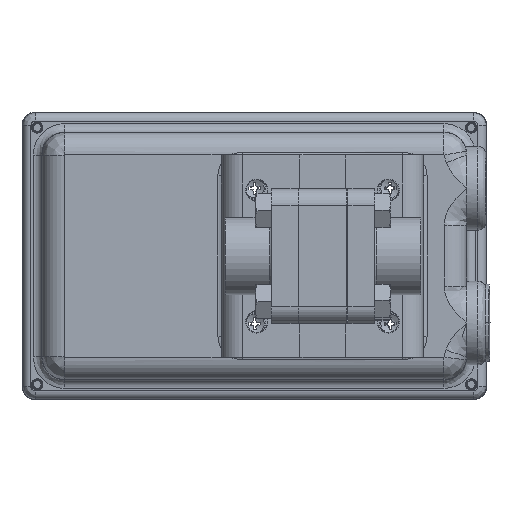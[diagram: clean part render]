
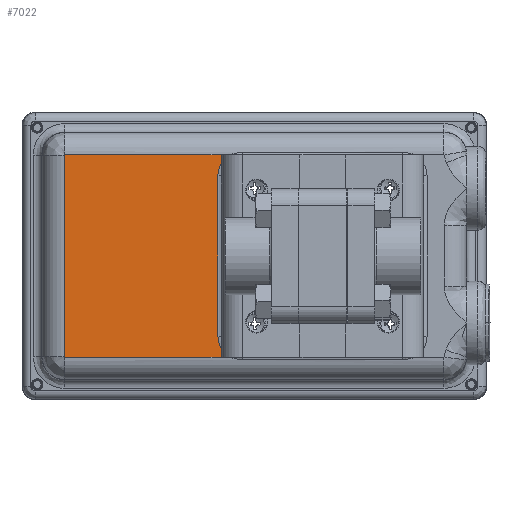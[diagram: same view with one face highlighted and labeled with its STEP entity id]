
A CAD part, front view. The second image highlights one B-rep face of the part: STEP entity #7022.
In plain terms, the highlighted planar face has unit normal (0, -1, 0).
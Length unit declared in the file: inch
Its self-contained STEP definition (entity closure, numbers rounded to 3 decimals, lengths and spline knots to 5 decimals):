
#847 = CARTESIAN_POINT ( 'NONE',  ( -1.5522, 4.455, -1.18559 ) ) ;
#1566 = CARTESIAN_POINT ( 'NONE',  ( -1.37251, 4.455, -1.49936 ) ) ;
#1612 = DIRECTION ( 'NONE',  ( 1., 0., 0. ) ) ;
#2732 = CARTESIAN_POINT ( 'NONE',  ( -1.5522, 4.455, 1.18841 ) ) ;
#2968 = VERTEX_POINT ( 'NONE', #3484 ) ;
#3484 = CARTESIAN_POINT ( 'NONE',  ( -1.5522, 4.455, -1.18559 ) ) ;
#3490 = CARTESIAN_POINT ( 'NONE',  ( -3.82583, 4.455, -1.49936 ) ) ;
#3634 = CARTESIAN_POINT ( 'NONE',  ( -3.82718, 4.455, -1.49609 ) ) ;
#3847 = LINE ( 'NONE', #23327, #11091 ) ;
#3937 = LINE ( 'NONE', #32702, #27686 ) ;
#5802 = VECTOR ( 'NONE', #13711, 39.37008 ) ;
#6046 =( BOUNDED_CURVE ( )  B_SPLINE_CURVE ( 3, ( #18730, #15619, #34194, #21843 ),
 .UNSPECIFIED., .F., .F. ) 
 B_SPLINE_CURVE_WITH_KNOTS ( ( 4, 4 ),
 ( 0., 1. ),
 .UNSPECIFIED. ) 
 CURVE ( )  GEOMETRIC_REPRESENTATION_ITEM ( )  RATIONAL_B_SPLINE_CURVE ( ( 1., 0.912, 0.912, 1. ) ) 
 REPRESENTATION_ITEM ( '' )  );
#6957 =( BOUNDED_CURVE ( )  B_SPLINE_CURVE ( 3, ( #847, #19385, #28733, #10143 ),
 .UNSPECIFIED., .F., .F. ) 
 B_SPLINE_CURVE_WITH_KNOTS ( ( 4, 4 ),
 ( 0., 1. ),
 .UNSPECIFIED. ) 
 CURVE ( )  GEOMETRIC_REPRESENTATION_ITEM ( )  RATIONAL_B_SPLINE_CURVE ( ( 1., 0.912, 0.912, 1. ) ) 
 REPRESENTATION_ITEM ( '' )  );
#7022 = ADVANCED_FACE ( 'NONE', ( #32552 ), #10346, .F. ) ;
#7247 = EDGE_CURVE ( 'NONE', #27494, #32988, #3937, .T. ) ;
#8767 =( BOUNDED_CURVE ( )  B_SPLINE_CURVE ( 3, ( #22180, #3490, #34554, #3634 ),
 .UNSPECIFIED., .F., .F. ) 
 B_SPLINE_CURVE_WITH_KNOTS ( ( 4, 4 ),
 ( 0., 1. ),
 .UNSPECIFIED. ) 
 CURVE ( )  GEOMETRIC_REPRESENTATION_ITEM ( )  RATIONAL_B_SPLINE_CURVE ( ( 1., 0.805, 0.805, 1. ) ) 
 REPRESENTATION_ITEM ( '' )  );
#8920 = EDGE_CURVE ( 'NONE', #24807, #11539, #38782, .T. ) ;
#9804 = EDGE_CURVE ( 'NONE', #11539, #11245, #6046, .T. ) ;
#9850 = ORIENTED_EDGE ( 'NONE', *, *, #37105, .F. ) ;
#9876 = CARTESIAN_POINT ( 'NONE',  ( -3.82718, 4.455, 1.50083 ) ) ;
#10004 = EDGE_CURVE ( 'NONE', #29909, #28481, #21352, .T. ) ;
#10143 = CARTESIAN_POINT ( 'NONE',  ( -1.37251, 4.455, -1.49936 ) ) ;
#10346 = PLANE ( 'NONE',  #38362 ) ;
#10559 = ORIENTED_EDGE ( 'NONE', *, *, #23319, .F. ) ;
#10833 = ORIENTED_EDGE ( 'NONE', *, *, #10004, .F. ) ;
#10987 = DIRECTION ( 'NONE',  ( 0., 0., -1. ) ) ;
#11091 = VECTOR ( 'NONE', #10987, 39.37008 ) ;
#11245 = VERTEX_POINT ( 'NONE', #2732 ) ;
#11539 = VERTEX_POINT ( 'NONE', #16293 ) ;
#13158 = CARTESIAN_POINT ( 'NONE',  ( -3.82391, 4.455, 1.50218 ) ) ;
#13711 = DIRECTION ( 'NONE',  ( 0., 0., 1. ) ) ;
#15401 = CARTESIAN_POINT ( 'NONE',  ( -3.82718, 4.455, 1.49891 ) ) ;
#15619 = CARTESIAN_POINT ( 'NONE',  ( -1.48652, 4.455, 1.43529 ) ) ;
#16293 = CARTESIAN_POINT ( 'NONE',  ( -1.37251, 4.455, 1.50218 ) ) ;
#16611 = DIRECTION ( 'NONE',  ( -1., 0., -0.015 ) ) ;
#18730 = CARTESIAN_POINT ( 'NONE',  ( -1.37251, 4.455, 1.50218 ) ) ;
#19385 = CARTESIAN_POINT ( 'NONE',  ( -1.5522, 4.455, -1.31776 ) ) ;
#20358 = DIRECTION ( 'NONE',  ( -1., 0., 0. ) ) ;
#21352 = LINE ( 'NONE', #32284, #5802 ) ;
#21843 = CARTESIAN_POINT ( 'NONE',  ( -1.5522, 4.455, 1.18841 ) ) ;
#22180 = CARTESIAN_POINT ( 'NONE',  ( -3.82391, 4.455, -1.49936 ) ) ;
#22210 = ORIENTED_EDGE ( 'NONE', *, *, #7247, .F. ) ;
#22689 = ORIENTED_EDGE ( 'NONE', *, *, #8920, .F. ) ;
#23319 = EDGE_CURVE ( 'NONE', #32988, #29909, #8767, .T. ) ;
#23327 = CARTESIAN_POINT ( 'NONE',  ( -1.5522, 4.455, 1.18841 ) ) ;
#24807 = VERTEX_POINT ( 'NONE', #32864 ) ;
#26391 = CARTESIAN_POINT ( 'NONE',  ( 1.80109, 4.455, 1.50218 ) ) ;
#27494 = VERTEX_POINT ( 'NONE', #1566 ) ;
#27534 = EDGE_CURVE ( 'NONE', #11245, #2968, #3847, .T. ) ;
#27686 = VECTOR ( 'NONE', #20358, 39.37008 ) ;
#27919 = EDGE_CURVE ( 'NONE', #2968, #27494, #6957, .T. ) ;
#28481 = VERTEX_POINT ( 'NONE', #15401 ) ;
#28609 = CARTESIAN_POINT ( 'NONE',  ( -3.82718, 4.455, 1.49891 ) ) ;
#28733 = CARTESIAN_POINT ( 'NONE',  ( -1.48652, 4.455, -1.43247 ) ) ;
#29909 = VERTEX_POINT ( 'NONE', #37381 ) ;
#30516 = VECTOR ( 'NONE', #1612, 39.37008 ) ;
#31415 = ORIENTED_EDGE ( 'NONE', *, *, #27534, .F. ) ;
#31731 = CARTESIAN_POINT ( 'NONE',  ( -3.82583, 4.455, 1.50218 ) ) ;
#32056 = CARTESIAN_POINT ( 'NONE',  ( 1.80109, 4.455, -1.49609 ) ) ;
#32284 = CARTESIAN_POINT ( 'NONE',  ( -3.82718, 4.455, 0.00141 ) ) ;
#32552 = FACE_OUTER_BOUND ( 'NONE', #33802, .T. ) ;
#32702 = CARTESIAN_POINT ( 'NONE',  ( -0.00141, 4.455, -1.49936 ) ) ;
#32834 = CARTESIAN_POINT ( 'NONE',  ( -3.82391, 4.455, -1.49936 ) ) ;
#32864 = CARTESIAN_POINT ( 'NONE',  ( -3.82391, 4.455, 1.50218 ) ) ;
#32988 = VERTEX_POINT ( 'NONE', #32834 ) ;
#33087 = ORIENTED_EDGE ( 'NONE', *, *, #9804, .F. ) ;
#33802 = EDGE_LOOP ( 'NONE', ( #33087, #22689, #9850, #10833, #10559, #22210, #37950, #31415 ) ) ;
#34194 = CARTESIAN_POINT ( 'NONE',  ( -1.5522, 4.455, 1.32059 ) ) ;
#34554 = CARTESIAN_POINT ( 'NONE',  ( -3.82718, 4.455, -1.498 ) ) ;
#35191 = DIRECTION ( 'NONE',  ( 0., 1., 0. ) ) ;
#37105 = EDGE_CURVE ( 'NONE', #28481, #24807, #38503, .T. ) ;
#37381 = CARTESIAN_POINT ( 'NONE',  ( -3.82718, 4.455, -1.49609 ) ) ;
#37950 = ORIENTED_EDGE ( 'NONE', *, *, #27919, .F. ) ;
#38362 = AXIS2_PLACEMENT_3D ( 'NONE', #32056, #35191, #16611 ) ;
#38503 =( BOUNDED_CURVE ( )  B_SPLINE_CURVE ( 3, ( #28609, #9876, #31731, #13158 ),
 .UNSPECIFIED., .F., .T. ) 
 B_SPLINE_CURVE_WITH_KNOTS ( ( 4, 4 ),
 ( 0., 1. ),
 .UNSPECIFIED. ) 
 CURVE ( )  GEOMETRIC_REPRESENTATION_ITEM ( )  RATIONAL_B_SPLINE_CURVE ( ( 1., 0.805, 0.805, 1. ) ) 
 REPRESENTATION_ITEM ( '' )  );
#38782 = LINE ( 'NONE', #26391, #30516 ) ;
